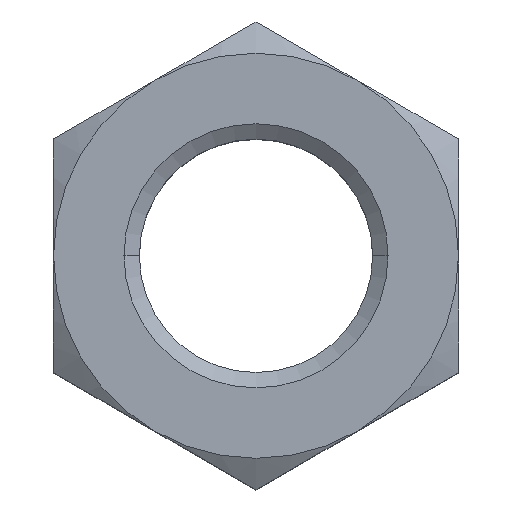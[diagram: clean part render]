
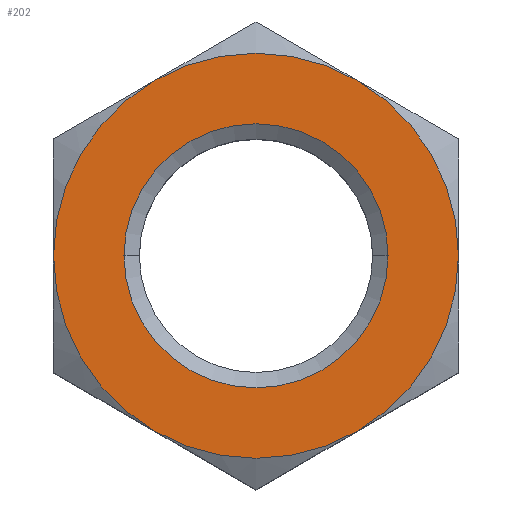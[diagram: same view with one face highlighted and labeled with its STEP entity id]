
A CAD part, top view. The second image highlights one B-rep face of the part: STEP entity #202.
In plain terms, the highlighted planar face has unit normal (0, 0, 1).
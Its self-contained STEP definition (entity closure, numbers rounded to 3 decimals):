
#16 = VERTEX_POINT ( 'NONE', #770 ) ;
#41 = CARTESIAN_POINT ( 'NONE',  ( -11.5, -19.919, 0. ) ) ;
#43 = ORIENTED_EDGE ( 'NONE', *, *, #233, .F. ) ;
#69 = CARTESIAN_POINT ( 'NONE',  ( 15., 0., 0. ) ) ;
#91 = ORIENTED_EDGE ( 'NONE', *, *, #790, .F. ) ;
#99 = CIRCLE ( 'NONE', #671, 23. ) ;
#100 = CARTESIAN_POINT ( 'NONE',  ( -23., 0., 0. ) ) ;
#114 = VERTEX_POINT ( 'NONE', #685 ) ;
#151 = ORIENTED_EDGE ( 'NONE', *, *, #794, .F. ) ;
#174 = CARTESIAN_POINT ( 'NONE',  ( 11.5, 19.919, 0. ) ) ;
#202 = ADVANCED_FACE ( 'NONE', ( #463, #454 ), #617, .F. ) ;
#224 = VERTEX_POINT ( 'NONE', #591 ) ;
#233 = EDGE_CURVE ( 'NONE', #114, #917, #936, .T. ) ;
#340 = CIRCLE ( 'NONE', #660, 15. ) ;
#367 = CIRCLE ( 'NONE', #672, 23. ) ;
#454 = FACE_BOUND ( 'NONE', #602, .T. ) ;
#463 = FACE_OUTER_BOUND ( 'NONE', #852, .T. ) ;
#483 = ORIENTED_EDGE ( 'NONE', *, *, #793, .F. ) ;
#490 = DIRECTION ( 'NONE',  ( 1., 0., 0. ) ) ;
#495 = DIRECTION ( 'NONE',  ( 0., 0., 1. ) ) ;
#496 = CARTESIAN_POINT ( 'NONE',  ( 0., 0., 0. ) ) ;
#506 = CIRCLE ( 'NONE', #666, 23. ) ;
#509 = DIRECTION ( 'NONE',  ( -1., 0., 0. ) ) ;
#513 = DIRECTION ( 'NONE',  ( 0., 0., -1. ) ) ;
#515 = CARTESIAN_POINT ( 'NONE',  ( 0., 0., 0. ) ) ;
#517 = CIRCLE ( 'NONE', #676, 23. ) ;
#521 = DIRECTION ( 'NONE',  ( 1., 0., 0. ) ) ;
#523 = DIRECTION ( 'NONE',  ( 0., 0., 1. ) ) ;
#538 = CARTESIAN_POINT ( 'NONE',  ( 0., 0., 0. ) ) ;
#547 = ORIENTED_EDGE ( 'NONE', *, *, #791, .F. ) ;
#548 = VERTEX_POINT ( 'NONE', #100 ) ;
#551 = ORIENTED_EDGE ( 'NONE', *, *, #801, .F. ) ;
#556 = DIRECTION ( 'NONE',  ( -1., 0., 0. ) ) ;
#557 = DIRECTION ( 'NONE',  ( 0., 0., -1. ) ) ;
#558 = CARTESIAN_POINT ( 'NONE',  ( 0., 0., 0. ) ) ;
#564 = DIRECTION ( 'NONE',  ( -1., 0., 0. ) ) ;
#565 = DIRECTION ( 'NONE',  ( 0., 0., 1. ) ) ;
#566 = DIRECTION ( 'NONE',  ( 0., 0., -1. ) ) ;
#567 = CARTESIAN_POINT ( 'NONE',  ( 0., 0., 0. ) ) ;
#569 = DIRECTION ( 'NONE',  ( -1., 0., 0. ) ) ;
#570 = ORIENTED_EDGE ( 'NONE', *, *, #798, .T. ) ;
#571 = DIRECTION ( 'NONE',  ( 1., 0., 0. ) ) ;
#572 = CARTESIAN_POINT ( 'NONE',  ( 0., 0., 0. ) ) ;
#573 = DIRECTION ( 'NONE',  ( 0., 0., -1. ) ) ;
#575 = CARTESIAN_POINT ( 'NONE',  ( 0., 0., 0. ) ) ;
#578 = DIRECTION ( 'NONE',  ( -1., 0., 0. ) ) ;
#584 = DIRECTION ( 'NONE',  ( 0., 0., -1. ) ) ;
#586 = CARTESIAN_POINT ( 'NONE',  ( 0., 0., 0. ) ) ;
#591 = CARTESIAN_POINT ( 'NONE',  ( 11.5, -19.919, 0. ) ) ;
#602 = EDGE_LOOP ( 'NONE', ( #907, #43 ) ) ;
#617 = PLANE ( 'NONE',  #762 ) ;
#618 = DIRECTION ( 'NONE',  ( -1., 0., 0. ) ) ;
#624 = CARTESIAN_POINT ( 'NONE',  ( 0., 26.558, 0. ) ) ;
#640 = DIRECTION ( 'NONE',  ( 0., 0., -1. ) ) ;
#660 = AXIS2_PLACEMENT_3D ( 'NONE', #496, #495, #490 ) ;
#665 = VERTEX_POINT ( 'NONE', #812 ) ;
#666 = AXIS2_PLACEMENT_3D ( 'NONE', #515, #513, #509 ) ;
#669 = AXIS2_PLACEMENT_3D ( 'NONE', #538, #523, #521 ) ;
#671 = AXIS2_PLACEMENT_3D ( 'NONE', #558, #557, #556 ) ;
#672 = AXIS2_PLACEMENT_3D ( 'NONE', #567, #566, #564 ) ;
#673 = AXIS2_PLACEMENT_3D ( 'NONE', #575, #573, #569 ) ;
#676 = AXIS2_PLACEMENT_3D ( 'NONE', #586, #584, #578 ) ;
#685 = CARTESIAN_POINT ( 'NONE',  ( -15., 0., 0. ) ) ;
#762 = AXIS2_PLACEMENT_3D ( 'NONE', #624, #640, #618 ) ;
#763 = AXIS2_PLACEMENT_3D ( 'NONE', #572, #565, #571 ) ;
#770 = CARTESIAN_POINT ( 'NONE',  ( -11.5, 19.919, 0. ) ) ;
#790 = EDGE_CURVE ( 'NONE', #548, #16, #517, .T. ) ;
#791 = EDGE_CURVE ( 'NONE', #940, #548, #913, .T. ) ;
#793 = EDGE_CURVE ( 'NONE', #224, #940, #367, .T. ) ;
#794 = EDGE_CURVE ( 'NONE', #665, #224, #99, .T. ) ;
#798 = EDGE_CURVE ( 'NONE', #665, #861, #896, .T. ) ;
#801 = EDGE_CURVE ( 'NONE', #16, #861, #506, .T. ) ;
#802 = EDGE_CURVE ( 'NONE', #917, #114, #340, .T. ) ;
#812 = CARTESIAN_POINT ( 'NONE',  ( 23., 0., 0. ) ) ;
#852 = EDGE_LOOP ( 'NONE', ( #91, #547, #483, #151, #570, #551 ) ) ;
#861 = VERTEX_POINT ( 'NONE', #174 ) ;
#896 = CIRCLE ( 'NONE', #669, 23. ) ;
#907 = ORIENTED_EDGE ( 'NONE', *, *, #802, .F. ) ;
#913 = CIRCLE ( 'NONE', #673, 23. ) ;
#917 = VERTEX_POINT ( 'NONE', #69 ) ;
#936 = CIRCLE ( 'NONE', #763, 15. ) ;
#940 = VERTEX_POINT ( 'NONE', #41 ) ;
